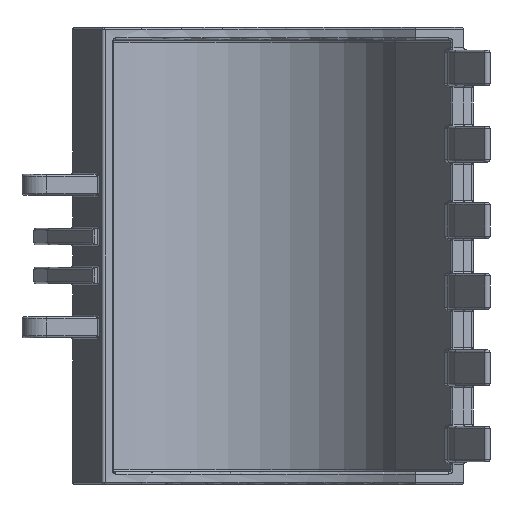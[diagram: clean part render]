
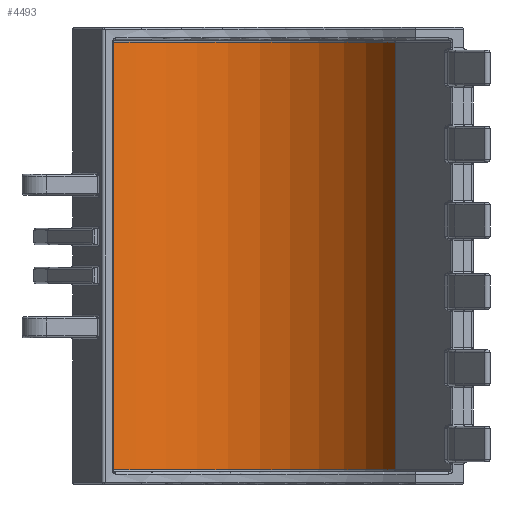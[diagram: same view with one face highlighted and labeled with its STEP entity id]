
A CAD part, front view. The second image highlights one B-rep face of the part: STEP entity #4493.
In plain terms, the highlighted cylindrical face has radius 870 mm (diameter 1740 mm), a partial arc.
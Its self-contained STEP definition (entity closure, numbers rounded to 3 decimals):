
#546 = EDGE_CURVE ( 'NONE', #4315, #17843, #3853, .T. ) ;
#2112 = ORIENTED_EDGE ( 'NONE', *, *, #3216, .T. ) ;
#2517 = AXIS2_PLACEMENT_3D ( 'NONE', #6626, #21202, #11097 ) ;
#2986 = AXIS2_PLACEMENT_3D ( 'NONE', #19989, #4047, #16475 ) ;
#3114 = CARTESIAN_POINT ( 'NONE',  ( 156.168, 659.603, -1016.5 ) ) ;
#3216 = EDGE_CURVE ( 'NONE', #9185, #6567, #21476, .T. ) ;
#3853 = CIRCLE ( 'NONE', #14207, 870. ) ;
#3970 = LINE ( 'NONE', #20583, #19128 ) ;
#4047 = DIRECTION ( 'NONE',  ( 0., 0., -1. ) ) ;
#4315 = VERTEX_POINT ( 'NONE', #3114 ) ;
#4450 = ORIENTED_EDGE ( 'NONE', *, *, #11881, .T. ) ;
#4493 = ADVANCED_FACE ( 'NONE', ( #24065 ), #22028, .F. ) ;
#6096 = CARTESIAN_POINT ( 'NONE',  ( 1515.047, 239.644, 1016.5 ) ) ;
#6567 = VERTEX_POINT ( 'NONE', #8728 ) ;
#6626 = CARTESIAN_POINT ( 'NONE',  ( 687.628, -29.201, 1016.5 ) ) ;
#8728 = CARTESIAN_POINT ( 'NONE',  ( 156.168, 659.603, 1016.5 ) ) ;
#9185 = VERTEX_POINT ( 'NONE', #6096 ) ;
#11097 = DIRECTION ( 'NONE',  ( -1., 0., 0. ) ) ;
#11586 = CARTESIAN_POINT ( 'NONE',  ( 687.628, -29.201, -1016.5 ) ) ;
#11881 = EDGE_CURVE ( 'NONE', #6567, #4315, #19468, .T. ) ;
#11984 = DIRECTION ( 'NONE',  ( -1., 0., 0. ) ) ;
#12362 = ORIENTED_EDGE ( 'NONE', *, *, #546, .T. ) ;
#12827 = VECTOR ( 'NONE', #17430, 1000. ) ;
#14207 = AXIS2_PLACEMENT_3D ( 'NONE', #11586, #26431, #11984 ) ;
#15520 = ORIENTED_EDGE ( 'NONE', *, *, #20844, .F. ) ;
#16475 = DIRECTION ( 'NONE',  ( -1., 0., 0. ) ) ;
#16915 = DIRECTION ( 'NONE',  ( 0., 0., -1. ) ) ;
#17430 = DIRECTION ( 'NONE',  ( 0., 0., -1. ) ) ;
#17843 = VERTEX_POINT ( 'NONE', #23414 ) ;
#19128 = VECTOR ( 'NONE', #16915, 1000. ) ;
#19468 = LINE ( 'NONE', #23521, #12827 ) ;
#19989 = CARTESIAN_POINT ( 'NONE',  ( 687.628, -29.201, 1086.5 ) ) ;
#20583 = CARTESIAN_POINT ( 'NONE',  ( 1515.047, 239.644, 1086.5 ) ) ;
#20844 = EDGE_CURVE ( 'NONE', #9185, #17843, #3970, .T. ) ;
#21202 = DIRECTION ( 'NONE',  ( 0., 0., 1. ) ) ;
#21476 = CIRCLE ( 'NONE', #2517, 870. ) ;
#22028 = CYLINDRICAL_SURFACE ( 'NONE', #2986, 870. ) ;
#23414 = CARTESIAN_POINT ( 'NONE',  ( 1515.047, 239.644, -1016.5 ) ) ;
#23521 = CARTESIAN_POINT ( 'NONE',  ( 156.168, 659.603, 1086.5 ) ) ;
#24065 = FACE_OUTER_BOUND ( 'NONE', #24172, .T. ) ;
#24172 = EDGE_LOOP ( 'NONE', ( #15520, #2112, #4450, #12362 ) ) ;
#26431 = DIRECTION ( 'NONE',  ( 0., 0., -1. ) ) ;
